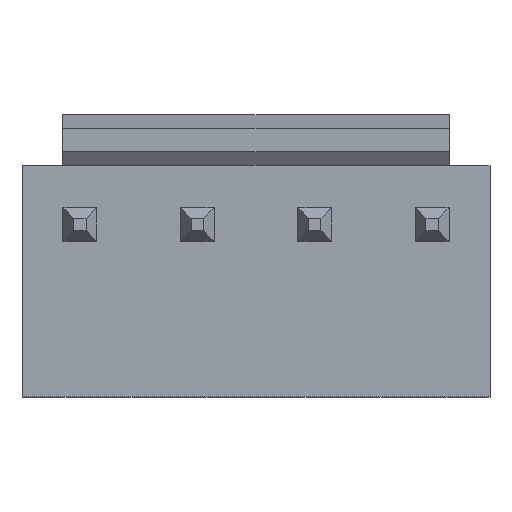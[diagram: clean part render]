
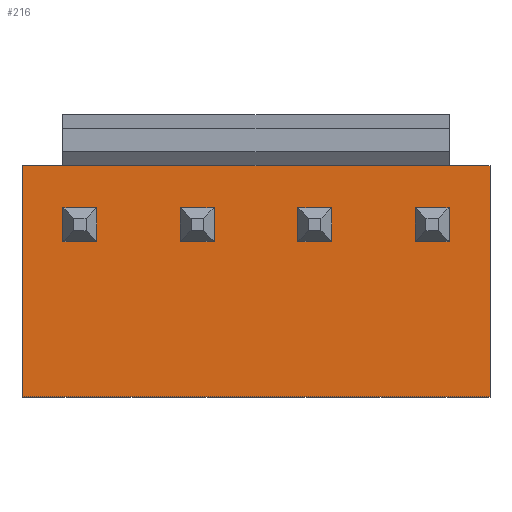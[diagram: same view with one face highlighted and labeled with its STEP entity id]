
A CAD part, top view. The second image highlights one B-rep face of the part: STEP entity #216.
In plain terms, the highlighted planar face has unit normal (0, 0, 1).
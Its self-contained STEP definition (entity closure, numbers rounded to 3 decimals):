
#24 = VERTEX_POINT('',#25);
#25 = CARTESIAN_POINT('',(0.,0.,3.5));
#40 = VERTEX_POINT('',#41);
#41 = CARTESIAN_POINT('',(0.,7.8,3.5));
#47 = EDGE_CURVE('',#24,#40,#48,.T.);
#48 = LINE('',#49,#50);
#49 = CARTESIAN_POINT('',(0.,0.,3.5));
#50 = VECTOR('',#51,1.);
#51 = DIRECTION('',(0.,1.,0.));
#70 = EDGE_CURVE('',#24,#71,#73,.T.);
#71 = VERTEX_POINT('',#72);
#72 = CARTESIAN_POINT('',(15.78,0.,3.5));
#73 = LINE('',#74,#75);
#74 = CARTESIAN_POINT('',(0.,0.,3.5));
#75 = VECTOR('',#76,1.);
#76 = DIRECTION('',(1.,0.,0.));
#216 = ADVANCED_FACE('',(#217,#251,#285,#319,#353),#387,.T.);
#217 = FACE_BOUND('',#218,.T.);
#218 = EDGE_LOOP('',(#219,#220,#221,#229,#237,#245));
#219 = ORIENTED_EDGE('',*,*,#47,.F.);
#220 = ORIENTED_EDGE('',*,*,#70,.T.);
#221 = ORIENTED_EDGE('',*,*,#222,.T.);
#222 = EDGE_CURVE('',#71,#223,#225,.T.);
#223 = VERTEX_POINT('',#224);
#224 = CARTESIAN_POINT('',(15.78,7.8,3.5));
#225 = LINE('',#226,#227);
#226 = CARTESIAN_POINT('',(15.78,0.,3.5));
#227 = VECTOR('',#228,1.);
#228 = DIRECTION('',(0.,1.,0.));
#229 = ORIENTED_EDGE('',*,*,#230,.F.);
#230 = EDGE_CURVE('',#231,#223,#233,.T.);
#231 = VERTEX_POINT('',#232);
#232 = CARTESIAN_POINT('',(14.4,7.8,3.5));
#233 = LINE('',#234,#235);
#234 = CARTESIAN_POINT('',(0.,7.8,3.5));
#235 = VECTOR('',#236,1.);
#236 = DIRECTION('',(1.,0.,0.));
#237 = ORIENTED_EDGE('',*,*,#238,.F.);
#238 = EDGE_CURVE('',#239,#231,#241,.T.);
#239 = VERTEX_POINT('',#240);
#240 = CARTESIAN_POINT('',(1.38,7.8,3.5));
#241 = LINE('',#242,#243);
#242 = CARTESIAN_POINT('',(0.,7.8,3.5));
#243 = VECTOR('',#244,1.);
#244 = DIRECTION('',(1.,0.,0.));
#245 = ORIENTED_EDGE('',*,*,#246,.F.);
#246 = EDGE_CURVE('',#40,#239,#247,.T.);
#247 = LINE('',#248,#249);
#248 = CARTESIAN_POINT('',(0.,7.8,3.5));
#249 = VECTOR('',#250,1.);
#250 = DIRECTION('',(1.,0.,0.));
#251 = FACE_BOUND('',#252,.T.);
#252 = EDGE_LOOP('',(#253,#263,#271,#279));
#253 = ORIENTED_EDGE('',*,*,#254,.F.);
#254 = EDGE_CURVE('',#255,#257,#259,.T.);
#255 = VERTEX_POINT('',#256);
#256 = CARTESIAN_POINT('',(14.4,5.23,3.5));
#257 = VERTEX_POINT('',#258);
#258 = CARTESIAN_POINT('',(14.4,6.37,3.5));
#259 = LINE('',#260,#261);
#260 = CARTESIAN_POINT('',(14.4,2.615,3.5));
#261 = VECTOR('',#262,1.);
#262 = DIRECTION('',(0.,1.,0.));
#263 = ORIENTED_EDGE('',*,*,#264,.T.);
#264 = EDGE_CURVE('',#255,#265,#267,.T.);
#265 = VERTEX_POINT('',#266);
#266 = CARTESIAN_POINT('',(13.26,5.23,3.5));
#267 = LINE('',#268,#269);
#268 = CARTESIAN_POINT('',(6.63,5.23,3.5));
#269 = VECTOR('',#270,1.);
#270 = DIRECTION('',(-1.,0.,0.));
#271 = ORIENTED_EDGE('',*,*,#272,.T.);
#272 = EDGE_CURVE('',#265,#273,#275,.T.);
#273 = VERTEX_POINT('',#274);
#274 = CARTESIAN_POINT('',(13.26,6.37,3.5));
#275 = LINE('',#276,#277);
#276 = CARTESIAN_POINT('',(13.26,2.615,3.5));
#277 = VECTOR('',#278,1.);
#278 = DIRECTION('',(0.,1.,0.));
#279 = ORIENTED_EDGE('',*,*,#280,.F.);
#280 = EDGE_CURVE('',#257,#273,#281,.T.);
#281 = LINE('',#282,#283);
#282 = CARTESIAN_POINT('',(6.63,6.37,3.5));
#283 = VECTOR('',#284,1.);
#284 = DIRECTION('',(-1.,0.,0.));
#285 = FACE_BOUND('',#286,.T.);
#286 = EDGE_LOOP('',(#287,#297,#305,#313));
#287 = ORIENTED_EDGE('',*,*,#288,.F.);
#288 = EDGE_CURVE('',#289,#291,#293,.T.);
#289 = VERTEX_POINT('',#290);
#290 = CARTESIAN_POINT('',(10.44,5.23,3.5));
#291 = VERTEX_POINT('',#292);
#292 = CARTESIAN_POINT('',(10.44,6.37,3.5));
#293 = LINE('',#294,#295);
#294 = CARTESIAN_POINT('',(10.44,2.615,3.5));
#295 = VECTOR('',#296,1.);
#296 = DIRECTION('',(0.,1.,0.));
#297 = ORIENTED_EDGE('',*,*,#298,.T.);
#298 = EDGE_CURVE('',#289,#299,#301,.T.);
#299 = VERTEX_POINT('',#300);
#300 = CARTESIAN_POINT('',(9.3,5.23,3.5));
#301 = LINE('',#302,#303);
#302 = CARTESIAN_POINT('',(4.65,5.23,3.5));
#303 = VECTOR('',#304,1.);
#304 = DIRECTION('',(-1.,0.,0.));
#305 = ORIENTED_EDGE('',*,*,#306,.T.);
#306 = EDGE_CURVE('',#299,#307,#309,.T.);
#307 = VERTEX_POINT('',#308);
#308 = CARTESIAN_POINT('',(9.3,6.37,3.5));
#309 = LINE('',#310,#311);
#310 = CARTESIAN_POINT('',(9.3,2.615,3.5));
#311 = VECTOR('',#312,1.);
#312 = DIRECTION('',(0.,1.,0.));
#313 = ORIENTED_EDGE('',*,*,#314,.F.);
#314 = EDGE_CURVE('',#291,#307,#315,.T.);
#315 = LINE('',#316,#317);
#316 = CARTESIAN_POINT('',(4.65,6.37,3.5));
#317 = VECTOR('',#318,1.);
#318 = DIRECTION('',(-1.,0.,0.));
#319 = FACE_BOUND('',#320,.T.);
#320 = EDGE_LOOP('',(#321,#331,#339,#347));
#321 = ORIENTED_EDGE('',*,*,#322,.F.);
#322 = EDGE_CURVE('',#323,#325,#327,.T.);
#323 = VERTEX_POINT('',#324);
#324 = CARTESIAN_POINT('',(6.48,6.37,3.5));
#325 = VERTEX_POINT('',#326);
#326 = CARTESIAN_POINT('',(5.34,6.37,3.5));
#327 = LINE('',#328,#329);
#328 = CARTESIAN_POINT('',(2.67,6.37,3.5));
#329 = VECTOR('',#330,1.);
#330 = DIRECTION('',(-1.,0.,0.));
#331 = ORIENTED_EDGE('',*,*,#332,.F.);
#332 = EDGE_CURVE('',#333,#323,#335,.T.);
#333 = VERTEX_POINT('',#334);
#334 = CARTESIAN_POINT('',(6.48,5.23,3.5));
#335 = LINE('',#336,#337);
#336 = CARTESIAN_POINT('',(6.48,2.615,3.5));
#337 = VECTOR('',#338,1.);
#338 = DIRECTION('',(0.,1.,0.));
#339 = ORIENTED_EDGE('',*,*,#340,.T.);
#340 = EDGE_CURVE('',#333,#341,#343,.T.);
#341 = VERTEX_POINT('',#342);
#342 = CARTESIAN_POINT('',(5.34,5.23,3.5));
#343 = LINE('',#344,#345);
#344 = CARTESIAN_POINT('',(2.67,5.23,3.5));
#345 = VECTOR('',#346,1.);
#346 = DIRECTION('',(-1.,0.,0.));
#347 = ORIENTED_EDGE('',*,*,#348,.T.);
#348 = EDGE_CURVE('',#341,#325,#349,.T.);
#349 = LINE('',#350,#351);
#350 = CARTESIAN_POINT('',(5.34,2.615,3.5));
#351 = VECTOR('',#352,1.);
#352 = DIRECTION('',(0.,1.,0.));
#353 = FACE_BOUND('',#354,.T.);
#354 = EDGE_LOOP('',(#355,#365,#373,#381));
#355 = ORIENTED_EDGE('',*,*,#356,.F.);
#356 = EDGE_CURVE('',#357,#359,#361,.T.);
#357 = VERTEX_POINT('',#358);
#358 = CARTESIAN_POINT('',(2.52,5.23,3.5));
#359 = VERTEX_POINT('',#360);
#360 = CARTESIAN_POINT('',(2.52,6.37,3.5));
#361 = LINE('',#362,#363);
#362 = CARTESIAN_POINT('',(2.52,2.615,3.5));
#363 = VECTOR('',#364,1.);
#364 = DIRECTION('',(0.,1.,0.));
#365 = ORIENTED_EDGE('',*,*,#366,.T.);
#366 = EDGE_CURVE('',#357,#367,#369,.T.);
#367 = VERTEX_POINT('',#368);
#368 = CARTESIAN_POINT('',(1.38,5.23,3.5));
#369 = LINE('',#370,#371);
#370 = CARTESIAN_POINT('',(0.69,5.23,3.5));
#371 = VECTOR('',#372,1.);
#372 = DIRECTION('',(-1.,0.,0.));
#373 = ORIENTED_EDGE('',*,*,#374,.T.);
#374 = EDGE_CURVE('',#367,#375,#377,.T.);
#375 = VERTEX_POINT('',#376);
#376 = CARTESIAN_POINT('',(1.38,6.37,3.5));
#377 = LINE('',#378,#379);
#378 = CARTESIAN_POINT('',(1.38,2.615,3.5));
#379 = VECTOR('',#380,1.);
#380 = DIRECTION('',(0.,1.,0.));
#381 = ORIENTED_EDGE('',*,*,#382,.F.);
#382 = EDGE_CURVE('',#359,#375,#383,.T.);
#383 = LINE('',#384,#385);
#384 = CARTESIAN_POINT('',(0.69,6.37,3.5));
#385 = VECTOR('',#386,1.);
#386 = DIRECTION('',(-1.,0.,0.));
#387 = PLANE('',#388);
#388 = AXIS2_PLACEMENT_3D('',#389,#390,#391);
#389 = CARTESIAN_POINT('',(0.,0.,3.5));
#390 = DIRECTION('',(0.,0.,1.));
#391 = DIRECTION('',(1.,0.,0.));
